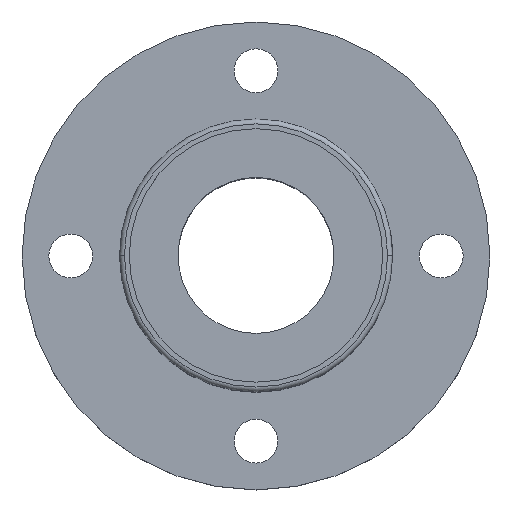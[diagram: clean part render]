
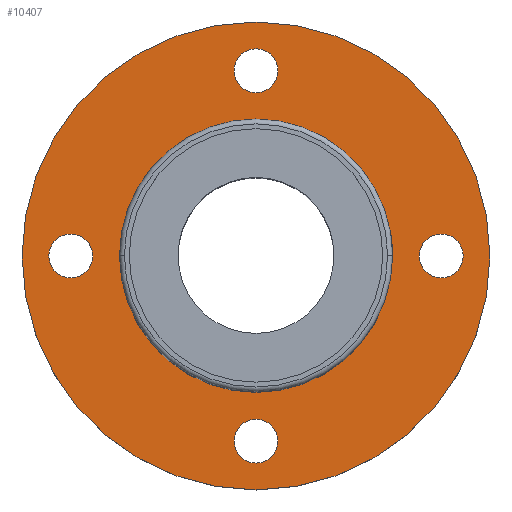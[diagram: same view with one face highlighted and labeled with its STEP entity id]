
A CAD part, top view. The second image highlights one B-rep face of the part: STEP entity #10407.
In plain terms, the highlighted planar face has unit normal (0, 0, 1).
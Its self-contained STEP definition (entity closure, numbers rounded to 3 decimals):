
#324 = EDGE_CURVE ( 'NONE', #11213, #6573, #3551, .T. ) ;
#401 = AXIS2_PLACEMENT_3D ( 'NONE', #5001, #6232, #12027 ) ;
#550 = CARTESIAN_POINT ( 'NONE',  ( 0., 0., 0. ) ) ;
#594 = VERTEX_POINT ( 'NONE', #3521 ) ;
#933 = DIRECTION ( 'NONE',  ( -1., 0., 0. ) ) ;
#1071 = AXIS2_PLACEMENT_3D ( 'NONE', #6952, #13818, #14054 ) ;
#1327 = CIRCLE ( 'NONE', #1071, 14. ) ;
#1417 = ORIENTED_EDGE ( 'NONE', *, *, #324, .F. ) ;
#1641 = DIRECTION ( 'NONE',  ( 0., 0., -1. ) ) ;
#1781 = DIRECTION ( 'NONE',  ( 0., 0., -1. ) ) ;
#1940 = DIRECTION ( 'NONE',  ( 1., 0., 0. ) ) ;
#2171 = DIRECTION ( 'NONE',  ( 0., 0., -1. ) ) ;
#2174 = EDGE_CURVE ( 'NONE', #594, #12749, #1327, .T. ) ;
#2185 = VERTEX_POINT ( 'NONE', #3402 ) ;
#2214 = DIRECTION ( 'NONE',  ( -1., 0., 0. ) ) ;
#2321 = EDGE_LOOP ( 'NONE', ( #6525, #3805 ) ) ;
#2380 = VERTEX_POINT ( 'NONE', #7474 ) ;
#2492 = DIRECTION ( 'NONE',  ( -1., 0., 0. ) ) ;
#2628 = AXIS2_PLACEMENT_3D ( 'NONE', #11862, #6003, #4988 ) ;
#2698 = EDGE_CURVE ( 'NONE', #2380, #10794, #7241, .T. ) ;
#2704 = ORIENTED_EDGE ( 'NONE', *, *, #9159, .T. ) ;
#2737 = FACE_BOUND ( 'NONE', #9298, .T. ) ;
#2744 = CARTESIAN_POINT ( 'NONE',  ( 24., 0., 0. ) ) ;
#2919 = AXIS2_PLACEMENT_3D ( 'NONE', #12813, #12970, #933 ) ;
#3109 = EDGE_CURVE ( 'NONE', #2185, #9063, #11675, .T. ) ;
#3144 = VERTEX_POINT ( 'NONE', #5767 ) ;
#3358 = CIRCLE ( 'NONE', #401, 2.25 ) ;
#3402 = CARTESIAN_POINT ( 'NONE',  ( 2.25, -19., 0. ) ) ;
#3521 = CARTESIAN_POINT ( 'NONE',  ( -14., 0., 0. ) ) ;
#3551 = CIRCLE ( 'NONE', #9933, 24. ) ;
#3589 = CIRCLE ( 'NONE', #15173, 2.25 ) ;
#3744 = DIRECTION ( 'NONE',  ( -1., 0., 0. ) ) ;
#3805 = ORIENTED_EDGE ( 'NONE', *, *, #2698, .T. ) ;
#3919 = VERTEX_POINT ( 'NONE', #13896 ) ;
#4299 = DIRECTION ( 'NONE',  ( 0., 0., -1. ) ) ;
#4419 = EDGE_LOOP ( 'NONE', ( #14497, #6459 ) ) ;
#4557 = CARTESIAN_POINT ( 'NONE',  ( 0., 19., 0. ) ) ;
#4908 = FACE_BOUND ( 'NONE', #14477, .T. ) ;
#4941 = EDGE_CURVE ( 'NONE', #10794, #2380, #12731, .T. ) ;
#4955 = DIRECTION ( 'NONE',  ( 0., 0., -1. ) ) ;
#4988 = DIRECTION ( 'NONE',  ( -1., 0., 0. ) ) ;
#4997 = CARTESIAN_POINT ( 'NONE',  ( -2.25, -19., 0. ) ) ;
#5001 = CARTESIAN_POINT ( 'NONE',  ( -19., 0., 0. ) ) ;
#5019 = AXIS2_PLACEMENT_3D ( 'NONE', #7947, #1781, #13734 ) ;
#5053 = FACE_OUTER_BOUND ( 'NONE', #7087, .T. ) ;
#5146 = CIRCLE ( 'NONE', #5631, 14. ) ;
#5528 = ORIENTED_EDGE ( 'NONE', *, *, #10866, .T. ) ;
#5631 = AXIS2_PLACEMENT_3D ( 'NONE', #550, #12509, #1940 ) ;
#5640 = DIRECTION ( 'NONE',  ( -1., 0., 0. ) ) ;
#5767 = CARTESIAN_POINT ( 'NONE',  ( -16.75, 0., 0. ) ) ;
#5889 = VERTEX_POINT ( 'NONE', #7836 ) ;
#6003 = DIRECTION ( 'NONE',  ( 0., 0., -1. ) ) ;
#6010 = CARTESIAN_POINT ( 'NONE',  ( 0., -19., 0. ) ) ;
#6210 = FACE_BOUND ( 'NONE', #12697, .T. ) ;
#6232 = DIRECTION ( 'NONE',  ( 0., 0., -1. ) ) ;
#6302 = CIRCLE ( 'NONE', #10978, 24. ) ;
#6459 = ORIENTED_EDGE ( 'NONE', *, *, #10719, .F. ) ;
#6525 = ORIENTED_EDGE ( 'NONE', *, *, #4941, .T. ) ;
#6573 = VERTEX_POINT ( 'NONE', #2744 ) ;
#6863 = EDGE_CURVE ( 'NONE', #3144, #7303, #3358, .T. ) ;
#6952 = CARTESIAN_POINT ( 'NONE',  ( 0., 0., 0. ) ) ;
#7087 = EDGE_LOOP ( 'NONE', ( #13305, #1417 ) ) ;
#7226 = ORIENTED_EDGE ( 'NONE', *, *, #6863, .T. ) ;
#7241 = CIRCLE ( 'NONE', #5019, 2.25 ) ;
#7303 = VERTEX_POINT ( 'NONE', #15000 ) ;
#7474 = CARTESIAN_POINT ( 'NONE',  ( 16.75, 0., 0. ) ) ;
#7836 = CARTESIAN_POINT ( 'NONE',  ( -2.25, 19., 0. ) ) ;
#7932 = CARTESIAN_POINT ( 'NONE',  ( 0., -19., 0. ) ) ;
#7947 = CARTESIAN_POINT ( 'NONE',  ( 19., 0., 0. ) ) ;
#8185 = CARTESIAN_POINT ( 'NONE',  ( 21.25, 0., 0. ) ) ;
#8531 = FACE_BOUND ( 'NONE', #4419, .T. ) ;
#8586 = CARTESIAN_POINT ( 'NONE',  ( 0., 0., 0. ) ) ;
#9030 = EDGE_CURVE ( 'NONE', #9063, #2185, #3589, .T. ) ;
#9063 = VERTEX_POINT ( 'NONE', #4997 ) ;
#9159 = EDGE_CURVE ( 'NONE', #3919, #5889, #12201, .T. ) ;
#9298 = EDGE_LOOP ( 'NONE', ( #7226, #5528 ) ) ;
#9443 = CARTESIAN_POINT ( 'NONE',  ( 0., 19., 0. ) ) ;
#9674 = EDGE_CURVE ( 'NONE', #6573, #11213, #6302, .T. ) ;
#9684 = DIRECTION ( 'NONE',  ( -1., 0., 0. ) ) ;
#9741 = DIRECTION ( 'NONE',  ( 0., 0., -1. ) ) ;
#9802 = CARTESIAN_POINT ( 'NONE',  ( 14., 0., 0. ) ) ;
#9845 = ORIENTED_EDGE ( 'NONE', *, *, #9030, .T. ) ;
#9933 = AXIS2_PLACEMENT_3D ( 'NONE', #8586, #4955, #2492 ) ;
#10228 = CARTESIAN_POINT ( 'NONE',  ( -24., 0., 0. ) ) ;
#10407 = ADVANCED_FACE ( 'NONE', ( #8531, #5053, #6210, #2737, #4908, #12296 ), #12005, .F. ) ;
#10559 = CIRCLE ( 'NONE', #14269, 2.25 ) ;
#10719 = EDGE_CURVE ( 'NONE', #12749, #594, #5146, .T. ) ;
#10794 = VERTEX_POINT ( 'NONE', #8185 ) ;
#10816 = EDGE_CURVE ( 'NONE', #5889, #3919, #10559, .T. ) ;
#10851 = DIRECTION ( 'NONE',  ( 0., 0., -1. ) ) ;
#10866 = EDGE_CURVE ( 'NONE', #7303, #3144, #11044, .T. ) ;
#10978 = AXIS2_PLACEMENT_3D ( 'NONE', #14523, #1641, #14745 ) ;
#11044 = CIRCLE ( 'NONE', #2919, 2.25 ) ;
#11213 = VERTEX_POINT ( 'NONE', #10228 ) ;
#11473 = AXIS2_PLACEMENT_3D ( 'NONE', #13374, #9741, #3744 ) ;
#11675 = CIRCLE ( 'NONE', #13398, 2.25 ) ;
#11712 = AXIS2_PLACEMENT_3D ( 'NONE', #9443, #12775, #2214 ) ;
#11862 = CARTESIAN_POINT ( 'NONE',  ( 19., 0., 0. ) ) ;
#12005 = PLANE ( 'NONE',  #11473 ) ;
#12027 = DIRECTION ( 'NONE',  ( -1., 0., 0. ) ) ;
#12201 = CIRCLE ( 'NONE', #11712, 2.25 ) ;
#12296 = FACE_BOUND ( 'NONE', #2321, .T. ) ;
#12509 = DIRECTION ( 'NONE',  ( 0., 0., 1. ) ) ;
#12697 = EDGE_LOOP ( 'NONE', ( #2704, #14207 ) ) ;
#12731 = CIRCLE ( 'NONE', #2628, 2.25 ) ;
#12749 = VERTEX_POINT ( 'NONE', #9802 ) ;
#12775 = DIRECTION ( 'NONE',  ( 0., 0., -1. ) ) ;
#12813 = CARTESIAN_POINT ( 'NONE',  ( -19., 0., 0. ) ) ;
#12970 = DIRECTION ( 'NONE',  ( 0., 0., -1. ) ) ;
#13305 = ORIENTED_EDGE ( 'NONE', *, *, #9674, .F. ) ;
#13374 = CARTESIAN_POINT ( 'NONE',  ( 0., 0., 0. ) ) ;
#13398 = AXIS2_PLACEMENT_3D ( 'NONE', #7932, #4299, #14641 ) ;
#13734 = DIRECTION ( 'NONE',  ( -1., 0., 0. ) ) ;
#13818 = DIRECTION ( 'NONE',  ( 0., 0., 1. ) ) ;
#13896 = CARTESIAN_POINT ( 'NONE',  ( 2.25, 19., 0. ) ) ;
#14054 = DIRECTION ( 'NONE',  ( 1., 0., 0. ) ) ;
#14207 = ORIENTED_EDGE ( 'NONE', *, *, #10816, .T. ) ;
#14269 = AXIS2_PLACEMENT_3D ( 'NONE', #4557, #2171, #5640 ) ;
#14477 = EDGE_LOOP ( 'NONE', ( #14622, #9845 ) ) ;
#14497 = ORIENTED_EDGE ( 'NONE', *, *, #2174, .F. ) ;
#14523 = CARTESIAN_POINT ( 'NONE',  ( 0., 0., 0. ) ) ;
#14622 = ORIENTED_EDGE ( 'NONE', *, *, #3109, .T. ) ;
#14641 = DIRECTION ( 'NONE',  ( -1., 0., 0. ) ) ;
#14745 = DIRECTION ( 'NONE',  ( -1., 0., 0. ) ) ;
#15000 = CARTESIAN_POINT ( 'NONE',  ( -21.25, 0., 0. ) ) ;
#15173 = AXIS2_PLACEMENT_3D ( 'NONE', #6010, #10851, #9684 ) ;
